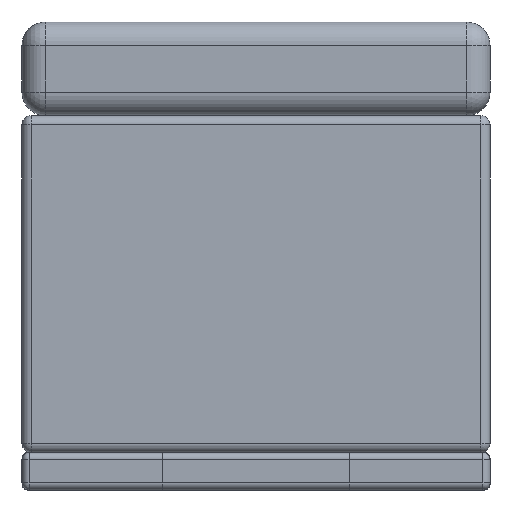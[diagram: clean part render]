
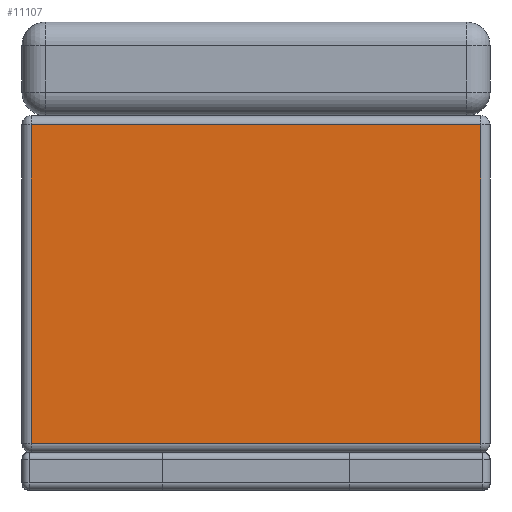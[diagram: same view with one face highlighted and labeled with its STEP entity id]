
A CAD part, left-side view. The second image highlights one B-rep face of the part: STEP entity #11107.
In plain terms, the highlighted planar face has unit normal (-1, 0, 0).
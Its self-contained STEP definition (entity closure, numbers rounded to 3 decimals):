
#521 = VECTOR ( 'NONE', #8009, 1000. ) ;
#596 = CARTESIAN_POINT ( 'NONE',  ( -1.6, 1.25, 1.95 ) ) ;
#753 = EDGE_CURVE ( 'NONE', #2356, #6188, #789, .T. ) ;
#789 = LINE ( 'NONE', #596, #5538 ) ;
#968 = CARTESIAN_POINT ( 'NONE',  ( -1.6, 1.2, 0.2 ) ) ;
#984 = VERTEX_POINT ( 'NONE', #10251 ) ;
#1206 = ORIENTED_EDGE ( 'NONE', *, *, #753, .T. ) ;
#1419 = FACE_OUTER_BOUND ( 'NONE', #13047, .T. ) ;
#1733 = ORIENTED_EDGE ( 'NONE', *, *, #3437, .T. ) ;
#2356 = VERTEX_POINT ( 'NONE', #16478 ) ;
#2361 = LINE ( 'NONE', #968, #521 ) ;
#2660 = LINE ( 'NONE', #9684, #17373 ) ;
#3437 = EDGE_CURVE ( 'NONE', #6188, #984, #2361, .T. ) ;
#4101 = DIRECTION ( 'NONE',  ( 1., 0., 0. ) ) ;
#4778 = CARTESIAN_POINT ( 'NONE',  ( -1.6, -1.2, 0.25 ) ) ;
#5534 = DIRECTION ( 'NONE',  ( 0., 0., -1. ) ) ;
#5538 = VECTOR ( 'NONE', #17671, 1000. ) ;
#5566 = LINE ( 'NONE', #12694, #5978 ) ;
#5978 = VECTOR ( 'NONE', #9677, 1000. ) ;
#6188 = VERTEX_POINT ( 'NONE', #8171 ) ;
#8009 = DIRECTION ( 'NONE',  ( 0., 0., -1. ) ) ;
#8171 = CARTESIAN_POINT ( 'NONE',  ( -1.6, 1.2, 1.95 ) ) ;
#9167 = VERTEX_POINT ( 'NONE', #4778 ) ;
#9582 = ORIENTED_EDGE ( 'NONE', *, *, #11769, .T. ) ;
#9677 = DIRECTION ( 'NONE',  ( 0., -1., 0. ) ) ;
#9684 = CARTESIAN_POINT ( 'NONE',  ( -1.6, -1.2, 4.56 ) ) ;
#9974 = AXIS2_PLACEMENT_3D ( 'NONE', #13593, #4101, #5534 ) ;
#10251 = CARTESIAN_POINT ( 'NONE',  ( -1.6, 1.2, 0.25 ) ) ;
#11107 = ADVANCED_FACE ( 'NONE', ( #1419 ), #16541, .F. ) ;
#11769 = EDGE_CURVE ( 'NONE', #9167, #2356, #2660, .T. ) ;
#12694 = CARTESIAN_POINT ( 'NONE',  ( -1.6, 0., 0.25 ) ) ;
#13047 = EDGE_LOOP ( 'NONE', ( #1206, #1733, #16775, #9582 ) ) ;
#13593 = CARTESIAN_POINT ( 'NONE',  ( -1.6, 0., 4.56 ) ) ;
#13792 = DIRECTION ( 'NONE',  ( 0., 0., 1. ) ) ;
#16478 = CARTESIAN_POINT ( 'NONE',  ( -1.6, -1.2, 1.95 ) ) ;
#16541 = PLANE ( 'NONE',  #9974 ) ;
#16711 = EDGE_CURVE ( 'NONE', #984, #9167, #5566, .T. ) ;
#16775 = ORIENTED_EDGE ( 'NONE', *, *, #16711, .T. ) ;
#17373 = VECTOR ( 'NONE', #13792, 1000. ) ;
#17671 = DIRECTION ( 'NONE',  ( 0., 1., 0. ) ) ;
